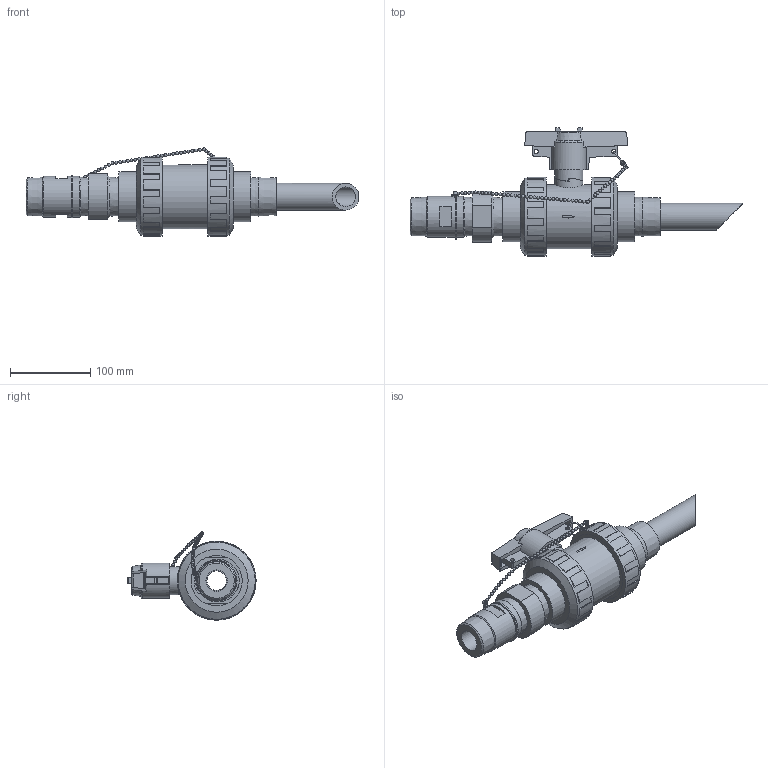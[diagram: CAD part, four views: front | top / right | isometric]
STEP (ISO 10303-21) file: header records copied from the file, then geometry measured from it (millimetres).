
FILE_DESCRIPTION(/* description */ (''),/* implementation_level */ '2;1');
FILE_NAME(/* name */ 'CS-15A15A-4IA-DDDV_R0.stp',/* time_stamp */ '2024-11-07T09:31:39-05:00',/* author */ ('SalesDesk5'),/* organization */ (''),/* preprocessor_version */ 'ST-DEVELOPER v20',/* originating_system */ 'Autodesk Inventor 2025',/* authorisation */ '');
FILE_SCHEMA (('CONFIG_CONTROL_DESIGN'));
Length unit declared in the file: inch
Products named in the file (1): Part2
Bounding box: 412.97 x 159.37 x 109.71 mm (x, y, z)
Volume: 1051541.5 mm3; surface area: 260122.4 mm2
Topology: 19 solids, 19 shells, 532 faces, 1414 edges, 933 vertices
Faces by surface type: plane 301, cylinder 131, sphere 63, cone 26, torus 11
Full cylindrical faces by diameter (mm): 0.9 x54, 2.5 x2, 3.8 x2, 4 x2, 5.5 x2, 24.308 x1, 26.645 x1, 33.401 x1, 34.722 x2, 34.98 x1, 35 x1, 38.1 x2, 40 x1, 45.72 x1, 48.26 x1, 50 x2, 50.8 x2, 62.48 x2, 62.5 x2, 79.36 x2, 79.38 x3, 88.18 x2, 88.2 x2, 96.04 x2, 98 x2
Entity records: 17495 total; most frequent: CARTESIAN_POINT 3098, DIRECTION 3089, ORIENTED_EDGE 2810, EDGE_CURVE 1405, AXIS2_PLACEMENT_3D 1194, VERTEX_POINT 933, LINE 701, VECTOR 701
